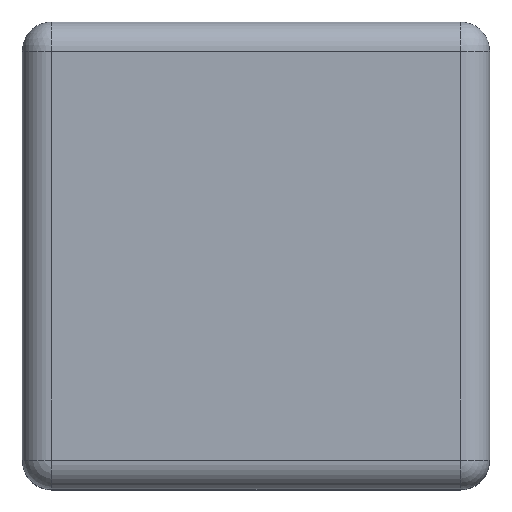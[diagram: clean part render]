
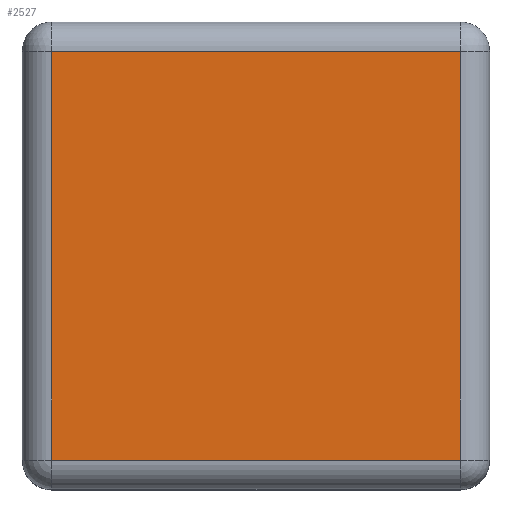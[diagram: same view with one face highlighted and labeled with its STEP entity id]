
A CAD part, top view. The second image highlights one B-rep face of the part: STEP entity #2527.
In plain terms, the highlighted planar face has unit normal (0, 0, 1).
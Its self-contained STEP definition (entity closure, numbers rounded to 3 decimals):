
#326 = CYLINDRICAL_SURFACE('',#327,5.);
#327 = AXIS2_PLACEMENT_3D('',#328,#329,#330);
#328 = CARTESIAN_POINT('',(-23.,1.,126.));
#329 = DIRECTION('',(1.,0.,0.));
#330 = DIRECTION('',(0.,-1.,0.));
#1362 = VERTEX_POINT('',#1363);
#1363 = CARTESIAN_POINT('',(-18.,1.,131.));
#1383 = EDGE_CURVE('',#1362,#1384,#1386,.T.);
#1384 = VERTEX_POINT('',#1385);
#1385 = CARTESIAN_POINT('',(52.,1.,131.));
#1386 = SURFACE_CURVE('',#1387,(#1391,#1398),.PCURVE_S1.);
#1387 = LINE('',#1388,#1389);
#1388 = CARTESIAN_POINT('',(-23.,1.,131.));
#1389 = VECTOR('',#1390,1.);
#1390 = DIRECTION('',(1.,0.,0.));
#1391 = PCURVE('',#326,#1392);
#1392 = DEFINITIONAL_REPRESENTATION('',(#1393),#1397);
#1393 = LINE('',#1394,#1395);
#1394 = CARTESIAN_POINT('',(-1.571,0.));
#1395 = VECTOR('',#1396,1.);
#1396 = DIRECTION('',(-0.,1.));
#1397 = ( GEOMETRIC_REPRESENTATION_CONTEXT(2) 
PARAMETRIC_REPRESENTATION_CONTEXT() REPRESENTATION_CONTEXT('2D SPACE',''
  ) );
#1398 = PCURVE('',#1399,#1404);
#1399 = PLANE('',#1400);
#1400 = AXIS2_PLACEMENT_3D('',#1401,#1402,#1403);
#1401 = CARTESIAN_POINT('',(-23.,-4.,131.));
#1402 = DIRECTION('',(0.,0.,1.));
#1403 = DIRECTION('',(1.,0.,0.));
#1404 = DEFINITIONAL_REPRESENTATION('',(#1405),#1409);
#1405 = LINE('',#1406,#1407);
#1406 = CARTESIAN_POINT('',(0.,5.));
#1407 = VECTOR('',#1408,1.);
#1408 = DIRECTION('',(1.,0.));
#1409 = ( GEOMETRIC_REPRESENTATION_CONTEXT(2) 
PARAMETRIC_REPRESENTATION_CONTEXT() REPRESENTATION_CONTEXT('2D SPACE',''
  ) );
#1673 = CYLINDRICAL_SURFACE('',#1674,5.);
#1674 = AXIS2_PLACEMENT_3D('',#1675,#1676,#1677);
#1675 = CARTESIAN_POINT('',(-18.,-4.,126.));
#1676 = DIRECTION('',(0.,1.,0.));
#1677 = DIRECTION('',(-1.,0.,0.));
#1760 = CYLINDRICAL_SURFACE('',#1761,5.);
#1761 = AXIS2_PLACEMENT_3D('',#1762,#1763,#1764);
#1762 = CARTESIAN_POINT('',(-23.,71.,126.));
#1763 = DIRECTION('',(1.,0.,0.));
#1764 = DIRECTION('',(0.,1.,0.));
#1935 = CYLINDRICAL_SURFACE('',#1936,5.);
#1936 = AXIS2_PLACEMENT_3D('',#1937,#1938,#1939);
#1937 = CARTESIAN_POINT('',(52.,-4.,126.));
#1938 = DIRECTION('',(0.,1.,0.));
#1939 = DIRECTION('',(1.,0.,0.));
#2527 = ADVANCED_FACE('',(#2528),#1399,.T.);
#2528 = FACE_BOUND('',#2529,.T.);
#2529 = EDGE_LOOP('',(#2530,#2553,#2554,#2577));
#2530 = ORIENTED_EDGE('',*,*,#2531,.F.);
#2531 = EDGE_CURVE('',#1362,#2532,#2534,.T.);
#2532 = VERTEX_POINT('',#2533);
#2533 = CARTESIAN_POINT('',(-18.,71.,131.));
#2534 = SURFACE_CURVE('',#2535,(#2539,#2546),.PCURVE_S1.);
#2535 = LINE('',#2536,#2537);
#2536 = CARTESIAN_POINT('',(-18.,-4.,131.));
#2537 = VECTOR('',#2538,1.);
#2538 = DIRECTION('',(0.,1.,0.));
#2539 = PCURVE('',#1399,#2540);
#2540 = DEFINITIONAL_REPRESENTATION('',(#2541),#2545);
#2541 = LINE('',#2542,#2543);
#2542 = CARTESIAN_POINT('',(5.,0.));
#2543 = VECTOR('',#2544,1.);
#2544 = DIRECTION('',(0.,1.));
#2545 = ( GEOMETRIC_REPRESENTATION_CONTEXT(2) 
PARAMETRIC_REPRESENTATION_CONTEXT() REPRESENTATION_CONTEXT('2D SPACE',''
  ) );
#2546 = PCURVE('',#1673,#2547);
#2547 = DEFINITIONAL_REPRESENTATION('',(#2548),#2552);
#2548 = LINE('',#2549,#2550);
#2549 = CARTESIAN_POINT('',(1.571,0.));
#2550 = VECTOR('',#2551,1.);
#2551 = DIRECTION('',(0.,1.));
#2552 = ( GEOMETRIC_REPRESENTATION_CONTEXT(2) 
PARAMETRIC_REPRESENTATION_CONTEXT() REPRESENTATION_CONTEXT('2D SPACE',''
  ) );
#2553 = ORIENTED_EDGE('',*,*,#1383,.T.);
#2554 = ORIENTED_EDGE('',*,*,#2555,.T.);
#2555 = EDGE_CURVE('',#1384,#2556,#2558,.T.);
#2556 = VERTEX_POINT('',#2557);
#2557 = CARTESIAN_POINT('',(52.,71.,131.));
#2558 = SURFACE_CURVE('',#2559,(#2563,#2570),.PCURVE_S1.);
#2559 = LINE('',#2560,#2561);
#2560 = CARTESIAN_POINT('',(52.,-4.,131.));
#2561 = VECTOR('',#2562,1.);
#2562 = DIRECTION('',(0.,1.,0.));
#2563 = PCURVE('',#1399,#2564);
#2564 = DEFINITIONAL_REPRESENTATION('',(#2565),#2569);
#2565 = LINE('',#2566,#2567);
#2566 = CARTESIAN_POINT('',(75.,0.));
#2567 = VECTOR('',#2568,1.);
#2568 = DIRECTION('',(0.,1.));
#2569 = ( GEOMETRIC_REPRESENTATION_CONTEXT(2) 
PARAMETRIC_REPRESENTATION_CONTEXT() REPRESENTATION_CONTEXT('2D SPACE',''
  ) );
#2570 = PCURVE('',#1935,#2571);
#2571 = DEFINITIONAL_REPRESENTATION('',(#2572),#2576);
#2572 = LINE('',#2573,#2574);
#2573 = CARTESIAN_POINT('',(-1.571,0.));
#2574 = VECTOR('',#2575,1.);
#2575 = DIRECTION('',(-0.,1.));
#2576 = ( GEOMETRIC_REPRESENTATION_CONTEXT(2) 
PARAMETRIC_REPRESENTATION_CONTEXT() REPRESENTATION_CONTEXT('2D SPACE',''
  ) );
#2577 = ORIENTED_EDGE('',*,*,#2578,.F.);
#2578 = EDGE_CURVE('',#2532,#2556,#2579,.T.);
#2579 = SURFACE_CURVE('',#2580,(#2584,#2591),.PCURVE_S1.);
#2580 = LINE('',#2581,#2582);
#2581 = CARTESIAN_POINT('',(-23.,71.,131.));
#2582 = VECTOR('',#2583,1.);
#2583 = DIRECTION('',(1.,0.,0.));
#2584 = PCURVE('',#1399,#2585);
#2585 = DEFINITIONAL_REPRESENTATION('',(#2586),#2590);
#2586 = LINE('',#2587,#2588);
#2587 = CARTESIAN_POINT('',(0.,75.));
#2588 = VECTOR('',#2589,1.);
#2589 = DIRECTION('',(1.,0.));
#2590 = ( GEOMETRIC_REPRESENTATION_CONTEXT(2) 
PARAMETRIC_REPRESENTATION_CONTEXT() REPRESENTATION_CONTEXT('2D SPACE',''
  ) );
#2591 = PCURVE('',#1760,#2592);
#2592 = DEFINITIONAL_REPRESENTATION('',(#2593),#2597);
#2593 = LINE('',#2594,#2595);
#2594 = CARTESIAN_POINT('',(1.571,0.));
#2595 = VECTOR('',#2596,1.);
#2596 = DIRECTION('',(0.,1.));
#2597 = ( GEOMETRIC_REPRESENTATION_CONTEXT(2) 
PARAMETRIC_REPRESENTATION_CONTEXT() REPRESENTATION_CONTEXT('2D SPACE',''
  ) );
